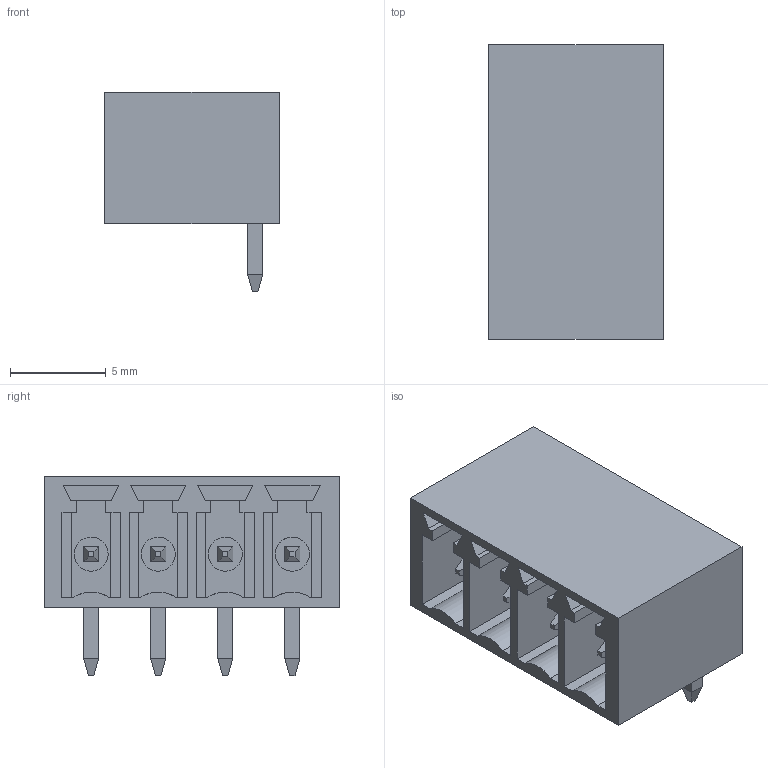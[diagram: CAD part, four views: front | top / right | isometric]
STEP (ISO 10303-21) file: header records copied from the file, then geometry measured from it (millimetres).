
FILE_DESCRIPTION(/* description */ (''),/* implementation_level */ '2;1');
FILE_NAME(/* name */ 'RIGHT-~3',/* time_stamp */ '2023-05-26T01:17:08+03:00',/* author */ (''),/* organization */ (''),/* preprocessor_version */ 'ST-DEVELOPER v16.5',/* originating_system */ '',/* authorisation */ '');
FILE_SCHEMA (('AUTOMOTIVE_DESIGN'));
Length unit declared in the file: millimetre
Products named in the file (1): Document
Bounding box: 9.14 x 15.39 x 10.41 mm (x, y, z)
Volume: 511.6 mm3; surface area: 1462.7 mm2
Topology: 9 solids, 9 shells, 182 faces, 448 edges, 300 vertices
Faces by surface type: plane 170, bspline 12
Entity records: 4933 total; most frequent: CARTESIAN_POINT 1665, ORIENTED_EDGE 888, EDGE_CURVE 444, B_SPLINE_CURVE_WITH_KNOTS 420, VERTEX_POINT 296, EDGE_LOOP 198, ADVANCED_FACE 182, FACE_OUTER_BOUND 182
